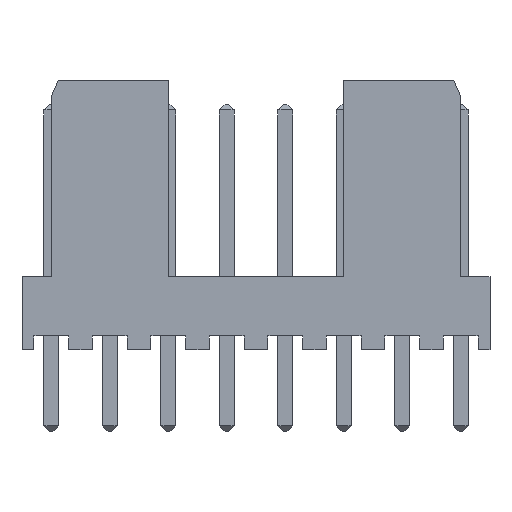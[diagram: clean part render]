
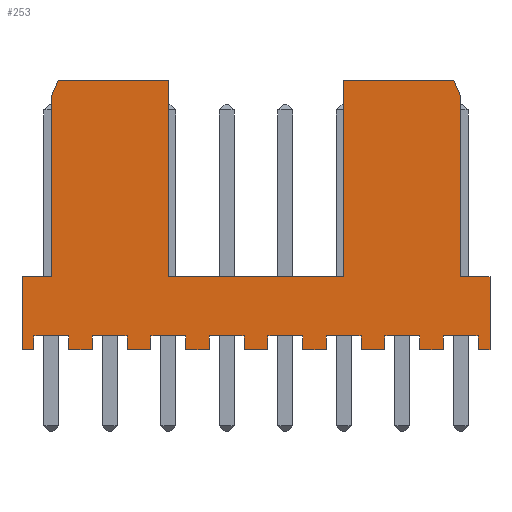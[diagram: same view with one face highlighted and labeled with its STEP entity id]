
A CAD part, front view. The second image highlights one B-rep face of the part: STEP entity #253.
In plain terms, the highlighted planar face has unit normal (0, -1, 0).
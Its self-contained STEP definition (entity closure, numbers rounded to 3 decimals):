
#13=DIRECTION('',(0.,0.,1.));
#24=VERTEX_POINT('',#25);
#25=CARTESIAN_POINT('',(-1.27,-2.9,0.));
#29=ORIENTED_EDGE('',*,*,#30,.T.);
#30=EDGE_CURVE('',#24,#31,#33,.T.);
#31=VERTEX_POINT('',#32);
#32=CARTESIAN_POINT('',(-0.75,-2.9,0.));
#33=LINE('',#25,#34);
#34=VECTOR('',#35,1.);
#35=DIRECTION('',(1.,0.,0.));
#47=VECTOR('',#48,1.);
#48=DIRECTION('',(-1.,0.,0.));
#60=VECTOR('',#13,1.);
#63=VERTEX_POINT('',#64);
#64=CARTESIAN_POINT('',(-1.27,-2.9,3.17));
#66=ORIENTED_EDGE('',*,*,#67,.F.);
#67=EDGE_CURVE('',#24,#63,#68,.T.);
#68=LINE('',#25,#60);
#241=ORIENTED_EDGE('',*,*,#242,.T.);
#242=EDGE_CURVE('',#31,#243,#245,.T.);
#243=VERTEX_POINT('',#244);
#244=CARTESIAN_POINT('',(-0.75,-2.9,0.6));
#245=LINE('',#32,#60);
#253=ADVANCED_FACE('',(#254),#467,.T.);
#254=FACE_BOUND('',#255,.T.);
#255=EDGE_LOOP('',(#29,#241,#256,#261,#266,#270,#275,#280,#285,#289,#294,#299,#304,#308,#313,#318,#323,#327,#332,#337,#342,#346,#351,#356,#361,#365,#370,#375,#380,#384,#389,#394,#399,#403,#408,#413,#418,#426,#431,#436,#440,#445,#452,#460,#465,#66));
#256=ORIENTED_EDGE('',*,*,#257,.F.);
#257=EDGE_CURVE('',#258,#243,#260,.T.);
#258=VERTEX_POINT('',#259);
#259=CARTESIAN_POINT('',(0.75,-2.9,0.6));
#260=LINE('',#259,#47);
#261=ORIENTED_EDGE('',*,*,#262,.F.);
#262=EDGE_CURVE('',#263,#258,#265,.T.);
#263=VERTEX_POINT('',#264);
#264=CARTESIAN_POINT('',(0.75,-2.9,0.));
#265=LINE('',#264,#60);
#266=ORIENTED_EDGE('',*,*,#267,.T.);
#267=EDGE_CURVE('',#263,#268,#33,.T.);
#268=VERTEX_POINT('',#269);
#269=CARTESIAN_POINT('',(1.79,-2.9,0.));
#270=ORIENTED_EDGE('',*,*,#271,.T.);
#271=EDGE_CURVE('',#268,#272,#274,.T.);
#272=VERTEX_POINT('',#273);
#273=CARTESIAN_POINT('',(1.79,-2.9,0.6));
#274=LINE('',#269,#60);
#275=ORIENTED_EDGE('',*,*,#276,.F.);
#276=EDGE_CURVE('',#277,#272,#279,.T.);
#277=VERTEX_POINT('',#278);
#278=CARTESIAN_POINT('',(3.29,-2.9,0.6));
#279=LINE('',#278,#47);
#280=ORIENTED_EDGE('',*,*,#281,.F.);
#281=EDGE_CURVE('',#282,#277,#284,.T.);
#282=VERTEX_POINT('',#283);
#283=CARTESIAN_POINT('',(3.29,-2.9,0.));
#284=LINE('',#283,#60);
#285=ORIENTED_EDGE('',*,*,#286,.T.);
#286=EDGE_CURVE('',#282,#287,#33,.T.);
#287=VERTEX_POINT('',#288);
#288=CARTESIAN_POINT('',(4.33,-2.9,0.));
#289=ORIENTED_EDGE('',*,*,#290,.T.);
#290=EDGE_CURVE('',#287,#291,#293,.T.);
#291=VERTEX_POINT('',#292);
#292=CARTESIAN_POINT('',(4.33,-2.9,0.6));
#293=LINE('',#288,#60);
#294=ORIENTED_EDGE('',*,*,#295,.F.);
#295=EDGE_CURVE('',#296,#291,#298,.T.);
#296=VERTEX_POINT('',#297);
#297=CARTESIAN_POINT('',(5.83,-2.9,0.6));
#298=LINE('',#297,#47);
#299=ORIENTED_EDGE('',*,*,#300,.F.);
#300=EDGE_CURVE('',#301,#296,#303,.T.);
#301=VERTEX_POINT('',#302);
#302=CARTESIAN_POINT('',(5.83,-2.9,0.));
#303=LINE('',#302,#60);
#304=ORIENTED_EDGE('',*,*,#305,.T.);
#305=EDGE_CURVE('',#301,#306,#33,.T.);
#306=VERTEX_POINT('',#307);
#307=CARTESIAN_POINT('',(6.87,-2.9,0.));
#308=ORIENTED_EDGE('',*,*,#309,.T.);
#309=EDGE_CURVE('',#306,#310,#312,.T.);
#310=VERTEX_POINT('',#311);
#311=CARTESIAN_POINT('',(6.87,-2.9,0.6));
#312=LINE('',#307,#60);
#313=ORIENTED_EDGE('',*,*,#314,.F.);
#314=EDGE_CURVE('',#315,#310,#317,.T.);
#315=VERTEX_POINT('',#316);
#316=CARTESIAN_POINT('',(8.37,-2.9,0.6));
#317=LINE('',#316,#47);
#318=ORIENTED_EDGE('',*,*,#319,.F.);
#319=EDGE_CURVE('',#320,#315,#322,.T.);
#320=VERTEX_POINT('',#321);
#321=CARTESIAN_POINT('',(8.37,-2.9,0.));
#322=LINE('',#321,#60);
#323=ORIENTED_EDGE('',*,*,#324,.T.);
#324=EDGE_CURVE('',#320,#325,#33,.T.);
#325=VERTEX_POINT('',#326);
#326=CARTESIAN_POINT('',(9.41,-2.9,0.));
#327=ORIENTED_EDGE('',*,*,#328,.T.);
#328=EDGE_CURVE('',#325,#329,#331,.T.);
#329=VERTEX_POINT('',#330);
#330=CARTESIAN_POINT('',(9.41,-2.9,0.6));
#331=LINE('',#326,#60);
#332=ORIENTED_EDGE('',*,*,#333,.F.);
#333=EDGE_CURVE('',#334,#329,#336,.T.);
#334=VERTEX_POINT('',#335);
#335=CARTESIAN_POINT('',(10.91,-2.9,0.6));
#336=LINE('',#335,#47);
#337=ORIENTED_EDGE('',*,*,#338,.F.);
#338=EDGE_CURVE('',#339,#334,#341,.T.);
#339=VERTEX_POINT('',#340);
#340=CARTESIAN_POINT('',(10.91,-2.9,0.));
#341=LINE('',#340,#60);
#342=ORIENTED_EDGE('',*,*,#343,.T.);
#343=EDGE_CURVE('',#339,#344,#33,.T.);
#344=VERTEX_POINT('',#345);
#345=CARTESIAN_POINT('',(11.95,-2.9,0.));
#346=ORIENTED_EDGE('',*,*,#347,.T.);
#347=EDGE_CURVE('',#344,#348,#350,.T.);
#348=VERTEX_POINT('',#349);
#349=CARTESIAN_POINT('',(11.95,-2.9,0.6));
#350=LINE('',#345,#60);
#351=ORIENTED_EDGE('',*,*,#352,.F.);
#352=EDGE_CURVE('',#353,#348,#355,.T.);
#353=VERTEX_POINT('',#354);
#354=CARTESIAN_POINT('',(13.45,-2.9,0.6));
#355=LINE('',#354,#47);
#356=ORIENTED_EDGE('',*,*,#357,.F.);
#357=EDGE_CURVE('',#358,#353,#360,.T.);
#358=VERTEX_POINT('',#359);
#359=CARTESIAN_POINT('',(13.45,-2.9,0.));
#360=LINE('',#359,#60);
#361=ORIENTED_EDGE('',*,*,#362,.T.);
#362=EDGE_CURVE('',#358,#363,#33,.T.);
#363=VERTEX_POINT('',#364);
#364=CARTESIAN_POINT('',(14.49,-2.9,0.));
#365=ORIENTED_EDGE('',*,*,#366,.T.);
#366=EDGE_CURVE('',#363,#367,#369,.T.);
#367=VERTEX_POINT('',#368);
#368=CARTESIAN_POINT('',(14.49,-2.9,0.6));
#369=LINE('',#364,#60);
#370=ORIENTED_EDGE('',*,*,#371,.F.);
#371=EDGE_CURVE('',#372,#367,#374,.T.);
#372=VERTEX_POINT('',#373);
#373=CARTESIAN_POINT('',(15.99,-2.9,0.6));
#374=LINE('',#373,#47);
#375=ORIENTED_EDGE('',*,*,#376,.F.);
#376=EDGE_CURVE('',#377,#372,#379,.T.);
#377=VERTEX_POINT('',#378);
#378=CARTESIAN_POINT('',(15.99,-2.9,0.));
#379=LINE('',#378,#60);
#380=ORIENTED_EDGE('',*,*,#381,.T.);
#381=EDGE_CURVE('',#377,#382,#33,.T.);
#382=VERTEX_POINT('',#383);
#383=CARTESIAN_POINT('',(17.03,-2.9,0.));
#384=ORIENTED_EDGE('',*,*,#385,.T.);
#385=EDGE_CURVE('',#382,#386,#388,.T.);
#386=VERTEX_POINT('',#387);
#387=CARTESIAN_POINT('',(17.03,-2.9,0.6));
#388=LINE('',#383,#60);
#389=ORIENTED_EDGE('',*,*,#390,.F.);
#390=EDGE_CURVE('',#391,#386,#393,.T.);
#391=VERTEX_POINT('',#392);
#392=CARTESIAN_POINT('',(18.53,-2.9,0.6));
#393=LINE('',#392,#47);
#394=ORIENTED_EDGE('',*,*,#395,.F.);
#395=EDGE_CURVE('',#396,#391,#398,.T.);
#396=VERTEX_POINT('',#397);
#397=CARTESIAN_POINT('',(18.53,-2.9,0.));
#398=LINE('',#397,#60);
#399=ORIENTED_EDGE('',*,*,#400,.T.);
#400=EDGE_CURVE('',#396,#401,#33,.T.);
#401=VERTEX_POINT('',#402);
#402=CARTESIAN_POINT('',(19.05,-2.9,0.));
#403=ORIENTED_EDGE('',*,*,#404,.T.);
#404=EDGE_CURVE('',#401,#405,#407,.T.);
#405=VERTEX_POINT('',#406);
#406=CARTESIAN_POINT('',(19.05,-2.9,3.17));
#407=LINE('',#402,#60);
#408=ORIENTED_EDGE('',*,*,#409,.F.);
#409=EDGE_CURVE('',#410,#405,#412,.T.);
#410=VERTEX_POINT('',#411);
#411=CARTESIAN_POINT('',(17.78,-2.9,3.17));
#412=LINE('',#64,#34);
#413=ORIENTED_EDGE('',*,*,#414,.T.);
#414=EDGE_CURVE('',#410,#415,#417,.T.);
#415=VERTEX_POINT('',#416);
#416=CARTESIAN_POINT('',(17.78,-2.9,11.));
#417=LINE('',#411,#60);
#418=ORIENTED_EDGE('',*,*,#419,.F.);
#419=EDGE_CURVE('',#420,#415,#422,.T.);
#420=VERTEX_POINT('',#421);
#421=CARTESIAN_POINT('',(17.48,-2.9,11.7));
#422=LINE('',#423,#424);
#423=CARTESIAN_POINT('',(18.728,-2.9,8.787));
#424=VECTOR('',#425,1.);
#425=DIRECTION('',(0.394,0.,-0.919));
#426=ORIENTED_EDGE('',*,*,#427,.F.);
#427=EDGE_CURVE('',#428,#420,#430,.T.);
#428=VERTEX_POINT('',#429);
#429=CARTESIAN_POINT('',(12.7,-2.9,11.7));
#430=LINE('',#429,#34);
#431=ORIENTED_EDGE('',*,*,#432,.F.);
#432=EDGE_CURVE('',#433,#428,#435,.T.);
#433=VERTEX_POINT('',#434);
#434=CARTESIAN_POINT('',(12.7,-2.9,3.17));
#435=LINE('',#434,#60);
#436=ORIENTED_EDGE('',*,*,#437,.F.);
#437=EDGE_CURVE('',#438,#433,#412,.T.);
#438=VERTEX_POINT('',#439);
#439=CARTESIAN_POINT('',(5.08,-2.9,3.17));
#440=ORIENTED_EDGE('',*,*,#441,.T.);
#441=EDGE_CURVE('',#438,#442,#444,.T.);
#442=VERTEX_POINT('',#443);
#443=CARTESIAN_POINT('',(5.08,-2.9,11.7));
#444=LINE('',#439,#60);
#445=ORIENTED_EDGE('',*,*,#446,.T.);
#446=EDGE_CURVE('',#442,#447,#449,.T.);
#447=VERTEX_POINT('',#448);
#448=CARTESIAN_POINT('',(0.3,-2.9,11.7));
#449=LINE('',#443,#450);
#450=VECTOR('',#451,1.);
#451=DIRECTION('',(-1.,-0.,-0.));
#452=ORIENTED_EDGE('',*,*,#453,.T.);
#453=EDGE_CURVE('',#447,#454,#456,.T.);
#454=VERTEX_POINT('',#455);
#455=CARTESIAN_POINT('',(0.,-2.9,11.));
#456=LINE('',#457,#458);
#457=CARTESIAN_POINT('',(-0.948,-2.9,8.787));
#458=VECTOR('',#459,1.);
#459=DIRECTION('',(-0.394,-0.,-0.919));
#460=ORIENTED_EDGE('',*,*,#461,.F.);
#461=EDGE_CURVE('',#462,#454,#464,.T.);
#462=VERTEX_POINT('',#463);
#463=CARTESIAN_POINT('',(0.,-2.9,3.17));
#464=LINE('',#463,#60);
#465=ORIENTED_EDGE('',*,*,#466,.F.);
#466=EDGE_CURVE('',#63,#462,#412,.T.);
#467=PLANE('',#468);
#468=AXIS2_PLACEMENT_3D('',#469,#470,#471);
#469=CARTESIAN_POINT('',(8.89,-2.9,4.647));
#470=DIRECTION('',(0.,-1.,0.));
#471=DIRECTION('',(-1.,0.,0.));
